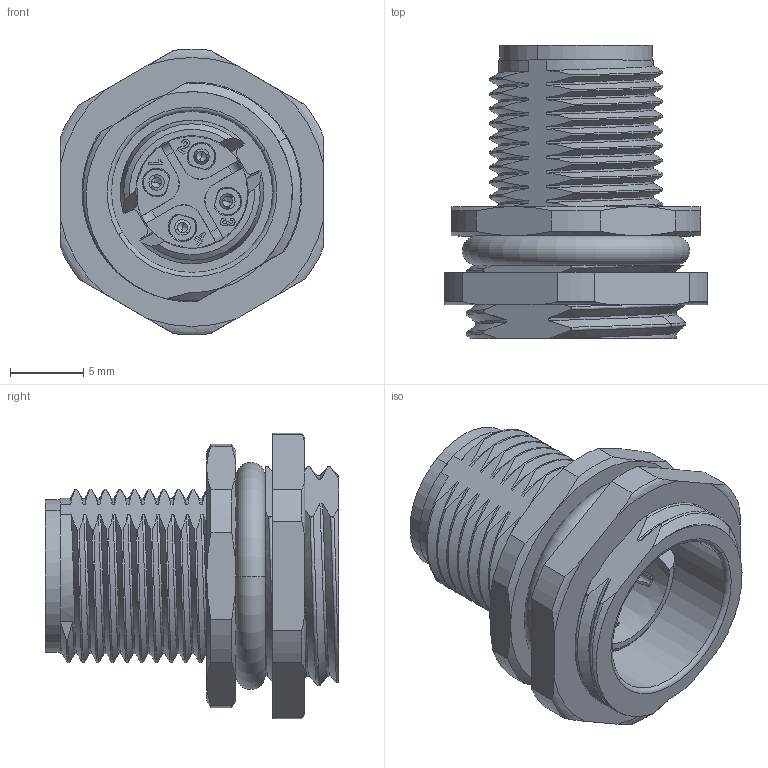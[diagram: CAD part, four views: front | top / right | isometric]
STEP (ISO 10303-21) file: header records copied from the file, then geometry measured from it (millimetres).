
FILE_DESCRIPTION((''),'2;1');
FILE_NAME('M12-M04A-BK-PG9-C_SW0001','2017-07-21T',('hq.zhang'),(''),'PRO/ENGINEER BY PARAMETRIC TECHNOLOGY CORPORATION, 2012480','PRO/ENGINEER BY PARAMETRIC TECHNOLOGY CORPORATION, 2012480','');
FILE_SCHEMA(('AUTOMOTIVE_DESIGN { 1 0 10303 214 1 1 1 1 }'));
Length unit declared in the file: millimetre
Products named in the file (1): M12-M04A-BK-PG9-C_SW0001
Bounding box: 18 x 20 x 19.48 mm (x, y, z)
Volume: 1750.5 mm3; surface area: 3653.7 mm2
Topology: 1 solids, 5 shells, 626 faces, 1726 edges, 1124 vertices
Faces by surface type: plane 186, cylinder 161, bspline 98, extrusion 86, cone 60, torus 27, sphere 8
Entity records: 30509 total; most frequent: CARTESIAN_POINT 15670, ORIENTED_EDGE 3420, DIRECTION 2465, EDGE_CURVE 1710, VERTEX_POINT 1124, AXIS2_PLACEMENT_3D 825, VECTOR 815, LINE 729
